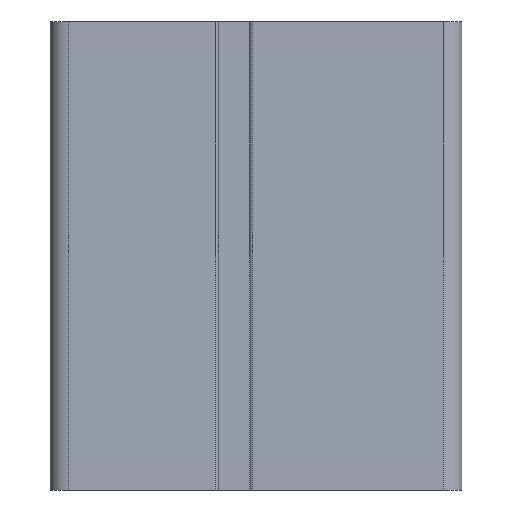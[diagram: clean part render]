
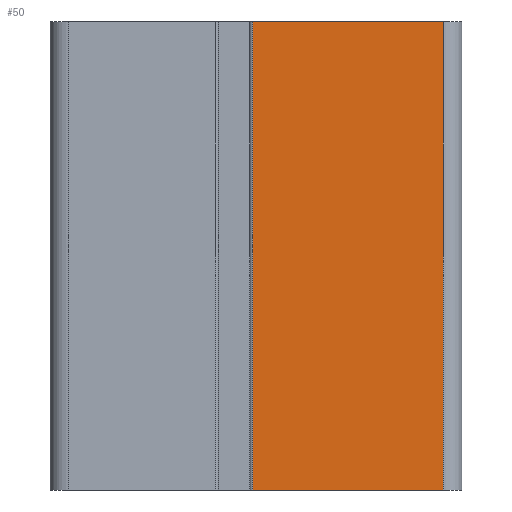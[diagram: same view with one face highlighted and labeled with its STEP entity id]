
A CAD part, front view. The second image highlights one B-rep face of the part: STEP entity #50.
In plain terms, the highlighted planar face has unit normal (0, -1, 0).
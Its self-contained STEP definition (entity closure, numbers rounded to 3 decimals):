
#50=ADVANCED_FACE('NONE',(#127),#128,.F.);
#127=FACE_OUTER_BOUND('',#271,.T.);
#128=PLANE('',#272);
#271=EDGE_LOOP('',(#435,#436,#437,#438));
#272=AXIS2_PLACEMENT_3D('',#439,#440,#441);
#435=ORIENTED_EDGE('',*,*,#1057,.T.);
#436=ORIENTED_EDGE('',*,*,#1058,.T.);
#437=ORIENTED_EDGE('',*,*,#1059,.F.);
#438=ORIENTED_EDGE('',*,*,#1060,.T.);
#439=CARTESIAN_POINT('',(33.0,0.0,37.5));
#440=DIRECTION('',(0.,1.0,0.));
#441=DIRECTION('',(1.0,0.0,0.));
#1057=EDGE_CURVE('NONE',#1279,#1280,#1281,.T.);
#1058=EDGE_CURVE('NONE',#1280,#1282,#1283,.T.);
#1059=EDGE_CURVE('NONE',#1284,#1282,#1285,.T.);
#1060=EDGE_CURVE('NONE',#1284,#1279,#1286,.T.);
#1279=VERTEX_POINT('NONE',#1643);
#1280=VERTEX_POINT('NONE',#1644);
#1281=LINE('',#1645,#1646);
#1282=VERTEX_POINT('NONE',#1647);
#1283=LINE('',#1648,#1649);
#1284=VERTEX_POINT('NONE',#1650);
#1285=LINE('',#1651,#1652);
#1286=LINE('',#1653,#1654);
#1643=CARTESIAN_POINT('',(16.25,0.,0.0));
#1644=CARTESIAN_POINT('',(31.5,0.,0.0));
#1645=CARTESIAN_POINT('',(33.0,0.0,0.0));
#1646=VECTOR('',#2113,1000.0);
#1647=CARTESIAN_POINT('',(31.5,0.,37.5));
#1648=CARTESIAN_POINT('',(31.5,0.,37.5));
#1649=VECTOR('',#2114,1000.0);
#1650=CARTESIAN_POINT('',(16.25,0.,37.5));
#1651=CARTESIAN_POINT('',(33.0,0.0,37.5));
#1652=VECTOR('',#2115,1000.0);
#1653=CARTESIAN_POINT('',(16.25,0.,37.5));
#1654=VECTOR('',#2116,1000.0);
#2113=DIRECTION('',(1.0,0.,-0.0));
#2114=DIRECTION('',(-0.0,-0.0,1.0));
#2115=DIRECTION('',(1.0,0.,-0.0));
#2116=DIRECTION('',(0.0,0.0,-1.0));
